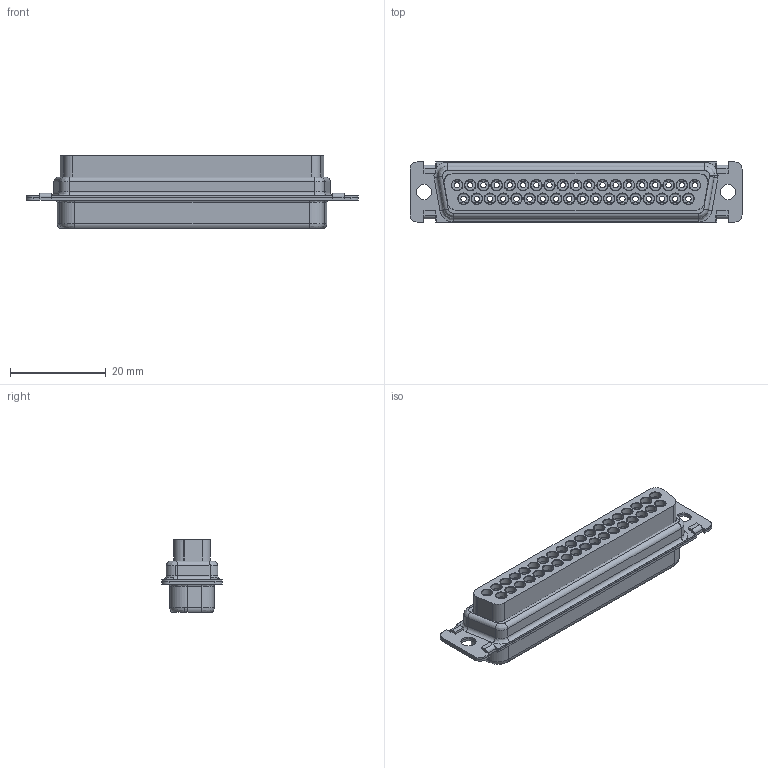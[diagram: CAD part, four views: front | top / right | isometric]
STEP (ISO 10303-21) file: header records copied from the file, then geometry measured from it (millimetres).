
FILE_DESCRIPTION (( 'STEP AP214' ), '1' );
FILE_NAME ('211-MS37-HV.STEP', '2016-02-03T10:38:50', ( 'allectra' ), ( 'Microsoft' ), 'SwSTEP 2.0', 'SolidWorks 2014', '' );
FILE_SCHEMA (( 'AUTOMOTIVE_DESIGN' ));
Length unit declared in the file: millimetre
Products named in the file (2): 211-MS37-HV
Bounding box: 69.32 x 12.55 x 15.2 mm (x, y, z)
Volume: 3815.8 mm3; surface area: 11207 mm2
Topology: 41 solids, 41 shells, 3594 faces, 10244 edges, 6858 vertices
Faces by surface type: plane 1601, bspline 1061, cylinder 849, cone 83
Entity records: 193329 total; most frequent: CARTESIAN_POINT 68137, ORIENTED_EDGE 20488, DIRECTION 13623, EDGE_CURVE 10244, VERTEX_POINT 6858, LINE 4775, VECTOR 4775, AXIS2_PLACEMENT_3D 4424
